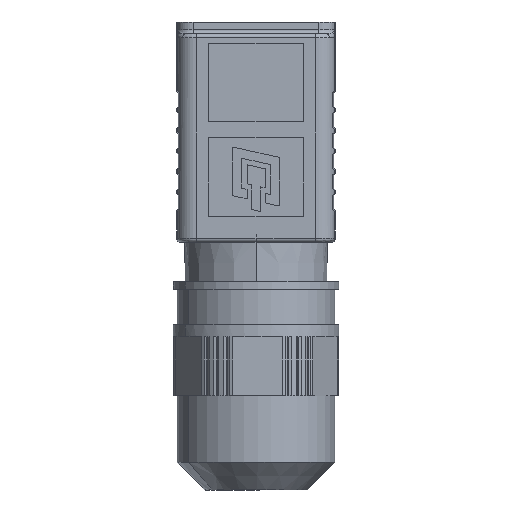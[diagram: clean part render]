
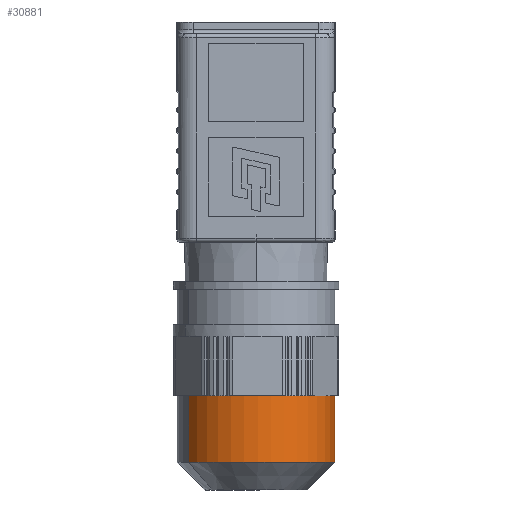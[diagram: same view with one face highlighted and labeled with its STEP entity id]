
A CAD part, front view. The second image highlights one B-rep face of the part: STEP entity #30881.
In plain terms, the highlighted cylindrical face has radius 10 mm (diameter 20 mm), a partial arc.
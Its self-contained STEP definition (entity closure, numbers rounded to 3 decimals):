
#833 = DIRECTION ( 'NONE',  ( 0., 0., -1. ) ) ;
#2580 = CIRCLE ( 'NONE', #28229, 10. ) ;
#3870 = EDGE_CURVE ( 'NONE', #49523, #12297, #54721, .T. ) ;
#5002 = EDGE_CURVE ( 'NONE', #7604, #29370, #16588, .T. ) ;
#7604 = VERTEX_POINT ( 'NONE', #38708 ) ;
#9400 = CYLINDRICAL_SURFACE ( 'NONE', #53383, 10. ) ;
#9631 = ORIENTED_EDGE ( 'NONE', *, *, #45328, .F. ) ;
#10713 = ORIENTED_EDGE ( 'NONE', *, *, #5002, .T. ) ;
#12297 = VERTEX_POINT ( 'NONE', #18542 ) ;
#15066 = DIRECTION ( 'NONE',  ( -0.855, -0.519, 0. ) ) ;
#16588 = LINE ( 'NONE', #51683, #49743 ) ;
#17054 = DIRECTION ( 'NONE',  ( 0., 0., 1. ) ) ;
#17419 = CARTESIAN_POINT ( 'NONE',  ( 0., 0., -47.3 ) ) ;
#17887 = DIRECTION ( 'NONE',  ( 0., 0., -1. ) ) ;
#18445 = CARTESIAN_POINT ( 'NONE',  ( 8.55, 5.186, -47.3 ) ) ;
#18542 = CARTESIAN_POINT ( 'NONE',  ( -8.55, -5.186, -47.3 ) ) ;
#18777 = VERTEX_POINT ( 'NONE', #37296 ) ;
#19237 = DIRECTION ( 'NONE',  ( 0., 0., 1. ) ) ;
#21043 = ORIENTED_EDGE ( 'NONE', *, *, #39226, .T. ) ;
#21107 = DIRECTION ( 'NONE',  ( 0., 0., 1. ) ) ;
#21549 = VECTOR ( 'NONE', #21107, 1000. ) ;
#21783 = DIRECTION ( 'NONE',  ( -0.855, -0.519, 0. ) ) ;
#22988 = EDGE_CURVE ( 'NONE', #37630, #12297, #33679, .T. ) ;
#24641 = CARTESIAN_POINT ( 'NONE',  ( 0., 0., -47.3 ) ) ;
#24803 = EDGE_LOOP ( 'NONE', ( #9631, #10713, #26022, #21043, #52219, #34554 ) ) ;
#24916 = FACE_OUTER_BOUND ( 'NONE', #24803, .T. ) ;
#26022 = ORIENTED_EDGE ( 'NONE', *, *, #41964, .T. ) ;
#26738 = CARTESIAN_POINT ( 'NONE',  ( 0., 0., -47.3 ) ) ;
#28229 = AXIS2_PLACEMENT_3D ( 'NONE', #43771, #17887, #48134 ) ;
#28815 = CIRCLE ( 'NONE', #56093, 10. ) ;
#28996 = DIRECTION ( 'NONE',  ( -0.855, -0.519, 0. ) ) ;
#29370 = VERTEX_POINT ( 'NONE', #18445 ) ;
#30881 = ADVANCED_FACE ( 'NONE', ( #24916 ), #9400, .T. ) ;
#31067 = DIRECTION ( 'NONE',  ( -0.855, -0.519, 0. ) ) ;
#33679 = CIRCLE ( 'NONE', #39617, 10. ) ;
#34554 = ORIENTED_EDGE ( 'NONE', *, *, #3870, .F. ) ;
#37296 = CARTESIAN_POINT ( 'NONE',  ( 8.766, -4.811, -47.3 ) ) ;
#37630 = VERTEX_POINT ( 'NONE', #48100 ) ;
#38708 = CARTESIAN_POINT ( 'NONE',  ( 8.55, 5.186, -55.8 ) ) ;
#39226 = EDGE_CURVE ( 'NONE', #18777, #37630, #28815, .T. ) ;
#39617 = AXIS2_PLACEMENT_3D ( 'NONE', #24641, #54985, #28996 ) ;
#41964 = EDGE_CURVE ( 'NONE', #29370, #18777, #53818, .T. ) ;
#43771 = CARTESIAN_POINT ( 'NONE',  ( 0., 0., -55.8 ) ) ;
#44752 = AXIS2_PLACEMENT_3D ( 'NONE', #17419, #47651, #21783 ) ;
#45328 = EDGE_CURVE ( 'NONE', #7604, #49523, #2580, .T. ) ;
#47004 = CARTESIAN_POINT ( 'NONE',  ( -8.55, -5.186, -57.3 ) ) ;
#47651 = DIRECTION ( 'NONE',  ( 0., 0., -1. ) ) ;
#48100 = CARTESIAN_POINT ( 'NONE',  ( 0.216, -9.998, -47.3 ) ) ;
#48134 = DIRECTION ( 'NONE',  ( -0.855, -0.519, 0. ) ) ;
#49523 = VERTEX_POINT ( 'NONE', #55961 ) ;
#49743 = VECTOR ( 'NONE', #17054, 1000. ) ;
#51683 = CARTESIAN_POINT ( 'NONE',  ( 8.55, 5.186, -57.3 ) ) ;
#52219 = ORIENTED_EDGE ( 'NONE', *, *, #22988, .T. ) ;
#53383 = AXIS2_PLACEMENT_3D ( 'NONE', #53848, #19237, #15066 ) ;
#53818 = CIRCLE ( 'NONE', #44752, 10. ) ;
#53848 = CARTESIAN_POINT ( 'NONE',  ( 0., 0., -57.3 ) ) ;
#54721 = LINE ( 'NONE', #47004, #21549 ) ;
#54985 = DIRECTION ( 'NONE',  ( 0., 0., -1. ) ) ;
#55961 = CARTESIAN_POINT ( 'NONE',  ( -8.55, -5.186, -55.8 ) ) ;
#56093 = AXIS2_PLACEMENT_3D ( 'NONE', #26738, #833, #31067 ) ;
